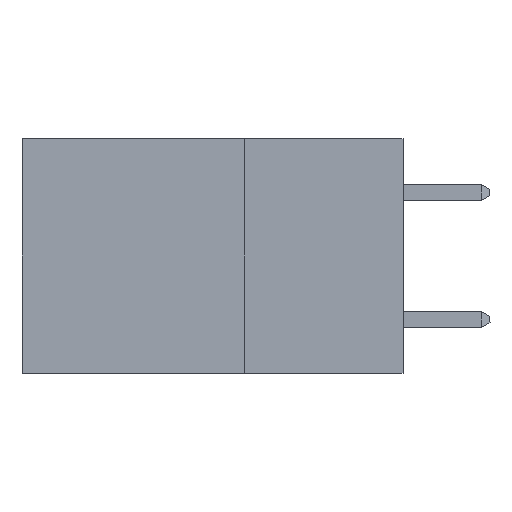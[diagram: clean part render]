
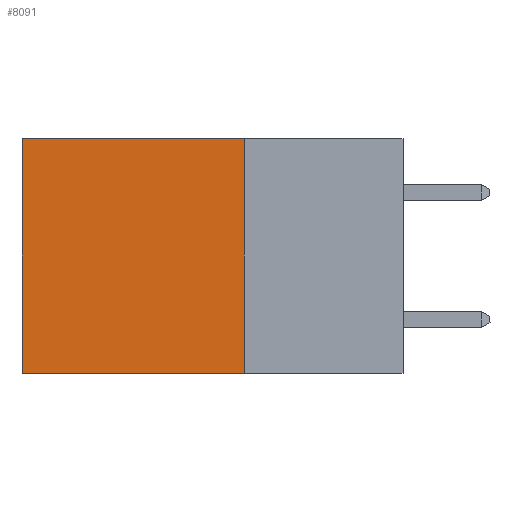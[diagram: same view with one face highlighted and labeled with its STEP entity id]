
A CAD part, left-side view. The second image highlights one B-rep face of the part: STEP entity #8091.
In plain terms, the highlighted planar face has unit normal (-1, 0, 0).
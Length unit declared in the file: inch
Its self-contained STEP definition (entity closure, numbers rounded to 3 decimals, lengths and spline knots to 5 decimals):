
#60 = CARTESIAN_POINT ( 'NONE',  ( 0.2875, 0.25, -0.37 ) ) ;
#149 = CARTESIAN_POINT ( 'NONE',  ( 0.2875, 0.6, 0. ) ) ;
#255 = EDGE_CURVE ( 'NONE', #7405, #8092, #8966, .T. ) ;
#620 = ORIENTED_EDGE ( 'NONE', *, *, #255, .F. ) ;
#1325 = CARTESIAN_POINT ( 'NONE',  ( 0.2875, 0.6, 0. ) ) ;
#1530 = CARTESIAN_POINT ( 'NONE',  ( 0.2875, 0.25, 0. ) ) ;
#2019 = DIRECTION ( 'NONE',  ( 0., 0., -1. ) ) ;
#2621 = DIRECTION ( 'NONE',  ( 0., 0., -1. ) ) ;
#3273 = CARTESIAN_POINT ( 'NONE',  ( 0.2875, 0.25, -0.37 ) ) ;
#3960 = LINE ( 'NONE', #60, #6887 ) ;
#4541 = EDGE_CURVE ( 'NONE', #7405, #8327, #8253, .T. ) ;
#4542 = ORIENTED_EDGE ( 'NONE', *, *, #12579, .T. ) ;
#4726 = VERTEX_POINT ( 'NONE', #10775 ) ;
#6531 = EDGE_LOOP ( 'NONE', ( #4542, #13498, #620, #11311 ) ) ;
#6887 = VECTOR ( 'NONE', #7403, 39.37008 ) ;
#7403 = DIRECTION ( 'NONE',  ( 0., 1., 0. ) ) ;
#7405 = VERTEX_POINT ( 'NONE', #1530 ) ;
#7466 = DIRECTION ( 'NONE',  ( 0., 0., -1. ) ) ;
#7543 = LINE ( 'NONE', #1325, #14903 ) ;
#7921 = EDGE_CURVE ( 'NONE', #8092, #4726, #3960, .T. ) ;
#8027 = CARTESIAN_POINT ( 'NONE',  ( 0.2875, 0.25, 0. ) ) ;
#8091 = ADVANCED_FACE ( 'NONE', ( #16035 ), #14310, .F. ) ;
#8092 = VERTEX_POINT ( 'NONE', #3273 ) ;
#8106 = CARTESIAN_POINT ( 'NONE',  ( 0.2875, 0.25, 0. ) ) ;
#8253 = LINE ( 'NONE', #8027, #9027 ) ;
#8327 = VERTEX_POINT ( 'NONE', #149 ) ;
#8966 = LINE ( 'NONE', #9460, #11890 ) ;
#9027 = VECTOR ( 'NONE', #9270, 39.37008 ) ;
#9270 = DIRECTION ( 'NONE',  ( 0., 1., 0. ) ) ;
#9460 = CARTESIAN_POINT ( 'NONE',  ( 0.2875, 0.25, 0. ) ) ;
#10775 = CARTESIAN_POINT ( 'NONE',  ( 0.2875, 0.6, -0.37 ) ) ;
#11311 = ORIENTED_EDGE ( 'NONE', *, *, #4541, .T. ) ;
#11890 = VECTOR ( 'NONE', #7466, 39.37008 ) ;
#12579 = EDGE_CURVE ( 'NONE', #8327, #4726, #7543, .T. ) ;
#13469 = AXIS2_PLACEMENT_3D ( 'NONE', #8106, #14414, #2019 ) ;
#13498 = ORIENTED_EDGE ( 'NONE', *, *, #7921, .F. ) ;
#14310 = PLANE ( 'NONE',  #13469 ) ;
#14414 = DIRECTION ( 'NONE',  ( 1., 0., 0. ) ) ;
#14903 = VECTOR ( 'NONE', #2621, 39.37008 ) ;
#16035 = FACE_OUTER_BOUND ( 'NONE', #6531, .T. ) ;
